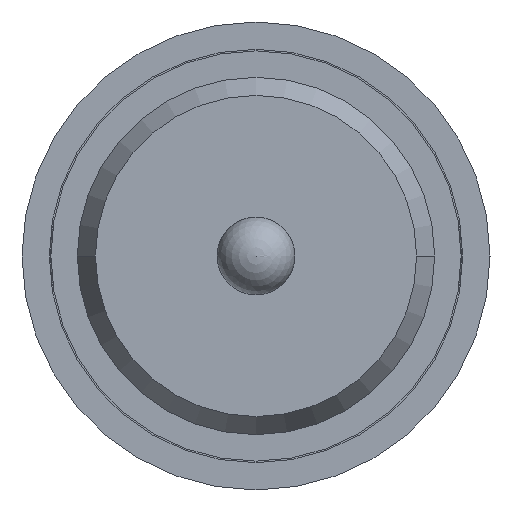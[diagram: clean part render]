
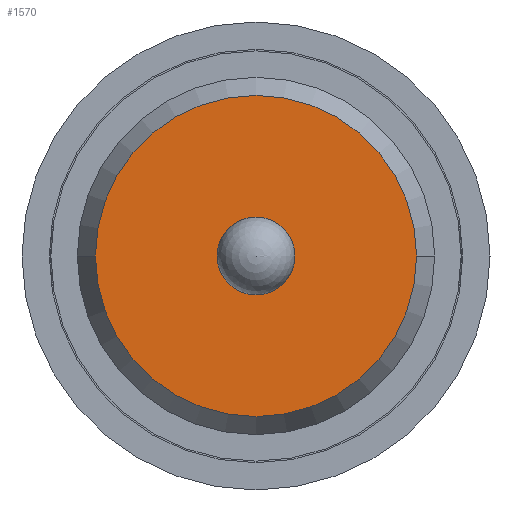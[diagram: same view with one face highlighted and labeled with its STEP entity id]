
A CAD part, front view. The second image highlights one B-rep face of the part: STEP entity #1570.
In plain terms, the highlighted planar face has unit normal (0, -1, 0).
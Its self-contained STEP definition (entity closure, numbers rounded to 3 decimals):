
#49 = VERTEX_POINT ( 'NONE', #1037 ) ;
#128 = CARTESIAN_POINT ( 'NONE',  ( 1.03, -2.3, 0. ) ) ;
#154 = CARTESIAN_POINT ( 'NONE',  ( 0., -2.3, 0. ) ) ;
#298 = CARTESIAN_POINT ( 'NONE',  ( -1.145, -2.3, 0. ) ) ;
#378 = ORIENTED_EDGE ( 'NONE', *, *, #4652, .T. ) ;
#592 = CARTESIAN_POINT ( 'NONE',  ( 0., -2.3, 0. ) ) ;
#598 = AXIS2_PLACEMENT_3D ( 'NONE', #298, #657, #2523 ) ;
#657 = DIRECTION ( 'NONE',  ( 0., -1., 0. ) ) ;
#811 = VERTEX_POINT ( 'NONE', #4316 ) ;
#915 = DIRECTION ( 'NONE',  ( 1., 0., 0. ) ) ;
#1037 = CARTESIAN_POINT ( 'NONE',  ( 0., -2.3, 0.25 ) ) ;
#1086 = VERTEX_POINT ( 'NONE', #128 ) ;
#1094 = EDGE_LOOP ( 'NONE', ( #4150, #1688 ) ) ;
#1250 = AXIS2_PLACEMENT_3D ( 'NONE', #592, #1710, #1730 ) ;
#1570 = ADVANCED_FACE ( 'Defeature ausgef�hrt1_19', ( #3362, #2546 ), #2492, .T. ) ;
#1688 = ORIENTED_EDGE ( 'NONE', *, *, #2011, .T. ) ;
#1710 = DIRECTION ( 'NONE',  ( 0., 1., 0. ) ) ;
#1730 = DIRECTION ( 'NONE',  ( 1., 0., 0. ) ) ;
#1754 = AXIS2_PLACEMENT_3D ( 'NONE', #154, #2342, #2729 ) ;
#1861 = EDGE_CURVE ( 'Defeature ausgef�hrt1_19+Defeature ausgef�hrt1_16+Defeature ausgef�hrt1_16+Defeature ausgef�hrt1_16', #49, #3616, #2638, .T. ) ;
#2011 = EDGE_CURVE ( 'Defeature ausgef�hrt1_19+Defeature ausgef�hrt1_16+Defeature ausgef�hrt1_16+Defeature ausgef�hrt1_16', #3616, #49, #3024, .T. ) ;
#2213 = CARTESIAN_POINT ( 'NONE',  ( 0., -2.3, -0.25 ) ) ;
#2335 = EDGE_CURVE ( 'Defeature ausgef�hrt1_19+Defeature ausgef�hrt1_18+Defeature ausgef�hrt1_18+Defeature ausgef�hrt1_18', #811, #1086, #3351, .T. ) ;
#2342 = DIRECTION ( 'NONE',  ( 0., -1., 0. ) ) ;
#2492 = PLANE ( 'NONE',  #598 ) ;
#2523 = DIRECTION ( 'NONE',  ( 1., 0., 0. ) ) ;
#2546 = FACE_OUTER_BOUND ( 'NONE', #3981, .T. ) ;
#2638 = CIRCLE ( 'NONE', #1250, 0.25 ) ;
#2729 = DIRECTION ( 'NONE',  ( 1., 0., 0. ) ) ;
#2777 = DIRECTION ( 'NONE',  ( 0., 1., 0. ) ) ;
#3024 = CIRCLE ( 'NONE', #3510, 0.25 ) ;
#3157 = CARTESIAN_POINT ( 'NONE',  ( 0., -2.3, 0. ) ) ;
#3351 = CIRCLE ( 'NONE', #1754, 1.03 ) ;
#3362 = FACE_BOUND ( 'NONE', #1094, .T. ) ;
#3510 = AXIS2_PLACEMENT_3D ( 'NONE', #4247, #2777, #3821 ) ;
#3512 = CIRCLE ( 'NONE', #4239, 1.03 ) ;
#3616 = VERTEX_POINT ( 'NONE', #2213 ) ;
#3722 = ORIENTED_EDGE ( 'NONE', *, *, #2335, .T. ) ;
#3821 = DIRECTION ( 'NONE',  ( 1., 0., 0. ) ) ;
#3981 = EDGE_LOOP ( 'NONE', ( #3722, #378 ) ) ;
#4150 = ORIENTED_EDGE ( 'NONE', *, *, #1861, .T. ) ;
#4239 = AXIS2_PLACEMENT_3D ( 'NONE', #3157, #4591, #915 ) ;
#4247 = CARTESIAN_POINT ( 'NONE',  ( 0., -2.3, 0. ) ) ;
#4316 = CARTESIAN_POINT ( 'NONE',  ( -1.03, -2.3, 0. ) ) ;
#4591 = DIRECTION ( 'NONE',  ( 0., -1., 0. ) ) ;
#4652 = EDGE_CURVE ( 'Defeature ausgef�hrt1_19+Defeature ausgef�hrt1_18+Defeature ausgef�hrt1_18+Defeature ausgef�hrt1_18', #1086, #811, #3512, .T. ) ;
